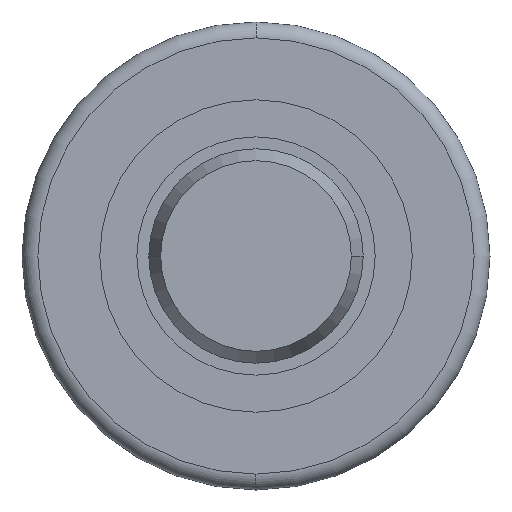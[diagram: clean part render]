
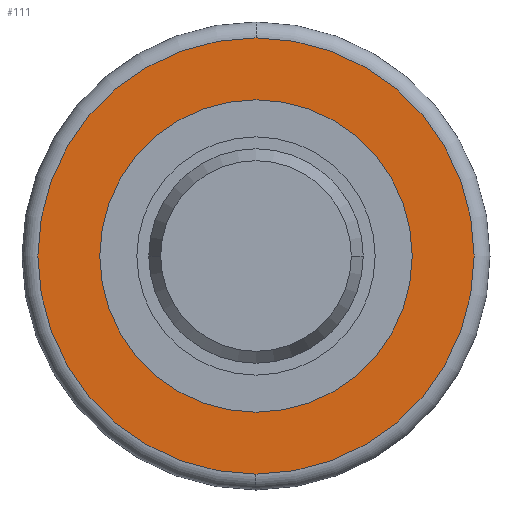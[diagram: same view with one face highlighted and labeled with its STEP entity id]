
A CAD part, left-side view. The second image highlights one B-rep face of the part: STEP entity #111.
In plain terms, the highlighted planar face has unit normal (-1, 0, 0).
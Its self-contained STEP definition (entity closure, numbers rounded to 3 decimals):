
#111=ADVANCED_FACE('',(#198,#199),#200,.T.);
#198=FACE_OUTER_BOUND('',#300,.T.);
#199=FACE_BOUND('',#301,.T.);
#200=PLANE('',#302);
#300=EDGE_LOOP('',(#621,#622,#623));
#301=EDGE_LOOP('',(#624,#625));
#302=AXIS2_PLACEMENT_3D('',#626,#627,#628);
#621=ORIENTED_EDGE('',*,*,#726,.T.);
#622=ORIENTED_EDGE('',*,*,#818,.T.);
#623=ORIENTED_EDGE('',*,*,#727,.T.);
#624=ORIENTED_EDGE('',*,*,#713,.T.);
#625=ORIENTED_EDGE('',*,*,#819,.T.);
#626=CARTESIAN_POINT('',(11.0,20.6,0.));
#627=DIRECTION('',(-1.0,0.,0.));
#628=DIRECTION('',(0.,1.0,0.));
#713=EDGE_CURVE('',#830,#834,#836,.T.);
#726=EDGE_CURVE('',#862,#860,#863,.T.);
#727=EDGE_CURVE('',#854,#862,#864,.T.);
#818=EDGE_CURVE('',#860,#854,#1016,.T.);
#819=EDGE_CURVE('',#834,#830,#1017,.T.);
#830=VERTEX_POINT('',#1028);
#834=VERTEX_POINT('',#1033);
#836=CIRCLE('',#1036,29.5);
#854=VERTEX_POINT('',#1058);
#860=VERTEX_POINT('',#1064);
#862=VERTEX_POINT('',#1066);
#863=CIRCLE('',#1067,41.2);
#864=CIRCLE('',#1068,41.2);
#1016=CIRCLE('',#1320,41.2);
#1017=CIRCLE('',#1321,29.5);
#1028=CARTESIAN_POINT('',(11.0,0.0,-29.5));
#1033=CARTESIAN_POINT('',(11.0,0.,29.5));
#1036=AXIS2_PLACEMENT_3D('',#1336,#1337,#1338);
#1058=CARTESIAN_POINT('',(11.0,0.,41.2));
#1064=CARTESIAN_POINT('',(11.0,0.,-41.2));
#1066=CARTESIAN_POINT('',(11.0,41.2,0.));
#1067=AXIS2_PLACEMENT_3D('',#1367,#1368,#1369);
#1068=AXIS2_PLACEMENT_3D('',#1370,#1371,#1372);
#1320=AXIS2_PLACEMENT_3D('',#1535,#1536,#1537);
#1321=AXIS2_PLACEMENT_3D('',#1538,#1539,#1540);
#1336=CARTESIAN_POINT('',(11.0,0.0,0.0));
#1337=DIRECTION('',(1.0,0.0,0.0));
#1338=DIRECTION('',(0.0,0.0,-1.0));
#1367=CARTESIAN_POINT('',(11.0,0.0,0.));
#1368=DIRECTION('',(-1.0,0.0,0.));
#1369=DIRECTION('',(0.0,1.0,0.0));
#1370=CARTESIAN_POINT('',(11.0,0.0,0.));
#1371=DIRECTION('',(-1.0,0.0,0.));
#1372=DIRECTION('',(0.0,1.0,0.0));
#1535=CARTESIAN_POINT('',(11.0,0.0,0.));
#1536=DIRECTION('',(-1.0,0.0,0.));
#1537=DIRECTION('',(0.0,1.0,0.0));
#1538=CARTESIAN_POINT('',(11.0,0.0,0.0));
#1539=DIRECTION('',(1.0,0.0,0.0));
#1540=DIRECTION('',(0.0,0.0,-1.0));
